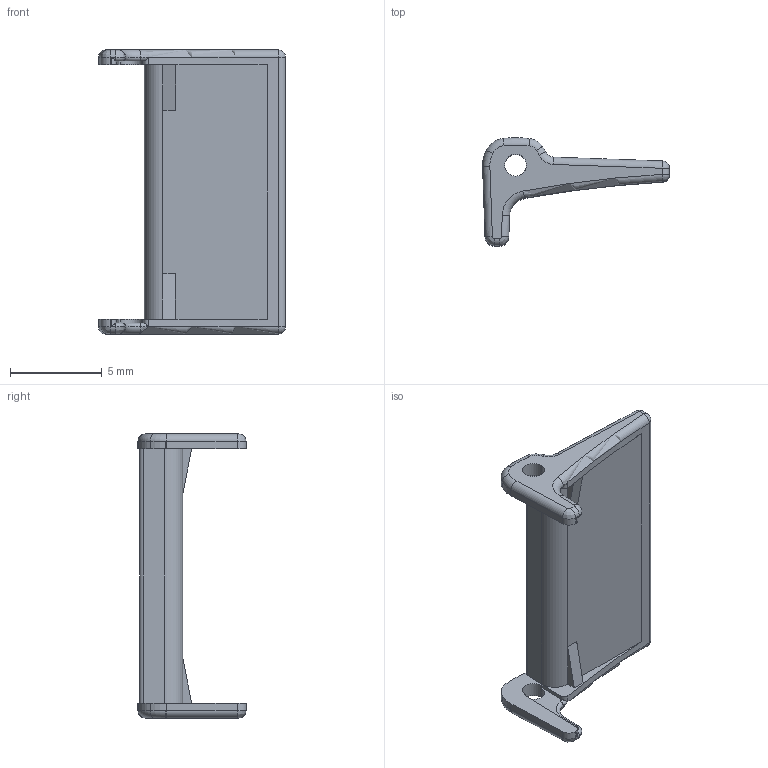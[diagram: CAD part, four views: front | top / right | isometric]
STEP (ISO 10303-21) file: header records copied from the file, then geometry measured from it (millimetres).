
FILE_DESCRIPTION((''),'2;1');
FILE_NAME('MER-PLATE_002473039_ASM','2021-10-27T',('marketing.praksa'),('Audax d.o.o.'),'CREO PARAMETRIC BY PTC INC, 2017480','CREO PARAMETRIC BY PTC INC, 2017480','');
FILE_SCHEMA(('AUTOMOTIVE_DESIGN { 1 0 10303 214 1 1 1 1 }'));
Length unit declared in the file: millimetre
Products named in the file (3): MER-PLATE_002473039; PRT9562; MER-PLATE_002473039_ASM
Assembly tree (2 placements, depth 2):
  MER-PLATE_002473039_ASM
    MER-PLATE_002473039
    PRT9562
Bounding box: 10.2 x 5.9 x 15.5 mm (x, y, z)
Volume: 178.6 mm3; surface area: 379.2 mm2
Topology: 4 solids, 4 shells, 208 faces, 563 edges, 360 vertices
Faces by surface type: cylinder 89, plane 85, torus 24, bspline 6, sphere 4
Entity records: 10099 total; most frequent: CARTESIAN_POINT 1535, ORIENTED_EDGE 1118, DIRECTION 1105, PRESENTATION_STYLE_ASSIGNMENT 771, STYLED_ITEM 771, CURVE_STYLE 559, EDGE_CURVE 559, AXIS2_PLACEMENT_3D 401
